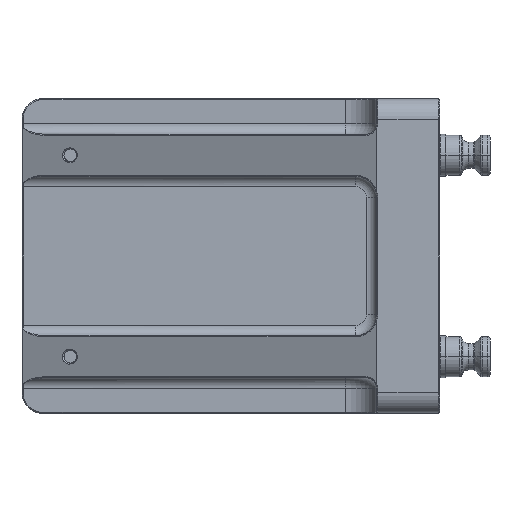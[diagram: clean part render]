
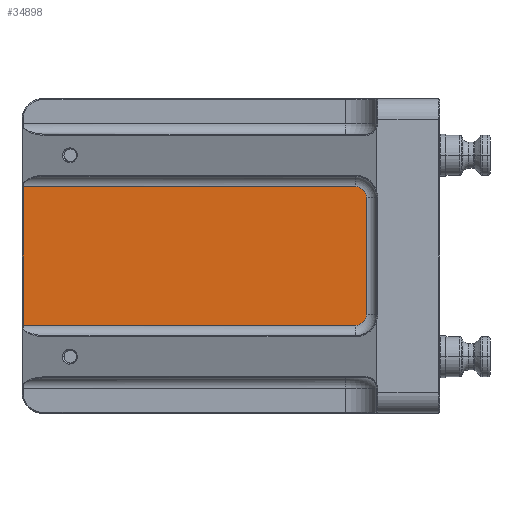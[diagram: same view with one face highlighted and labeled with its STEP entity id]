
A CAD part, front view. The second image highlights one B-rep face of the part: STEP entity #34898.
In plain terms, the highlighted planar face has unit normal (0, -1, 0).
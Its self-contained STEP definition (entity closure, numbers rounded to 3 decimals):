
#30234=DIRECTION('',(1.,0.,0.));
#30235=VECTOR('',#30234,158.5);
#30236=CARTESIAN_POINT('',(-70.5,0.,
-33.));
#30237=LINE('',#30236,#30235);
#30242=DIRECTION('',(0.,0.,1.));
#30243=VECTOR('',#30242,66.);
#30244=CARTESIAN_POINT('',(-70.5,0.,
-33.));
#30245=LINE('',#30244,#30243);
#30246=CARTESIAN_POINT('',(88.,0.,28.));
#30247=DIRECTION('',(0.,1.,0.));
#30248=DIRECTION('',(0.,0.,1.));
#30249=AXIS2_PLACEMENT_3D('',#30246,#30247,#30248);
#30251=CARTESIAN_POINT('',(88.,0.,-28.));
#30252=DIRECTION('',(0.,1.,0.));
#30253=DIRECTION('',(1.,0.,0.));
#30254=AXIS2_PLACEMENT_3D('',#30251,#30252,#30253);
#30512=DIRECTION('',(0.,0.,1.));
#30513=VECTOR('',#30512,56.);
#30514=CARTESIAN_POINT('',(93.,0.,-28.));
#30515=LINE('',#30514,#30513);
#30555=DIRECTION('',(-1.,0.,0.));
#30556=VECTOR('',#30555,158.5);
#30557=CARTESIAN_POINT('',(88.,0.,
33.));
#30558=LINE('',#30557,#30556);
#32984=CARTESIAN_POINT('',(-70.5,0.,
-33.));
#32985=VERTEX_POINT('',#32984);
#32987=CARTESIAN_POINT('',(88.,0.,
-33.));
#32988=VERTEX_POINT('',#32987);
#32991=CARTESIAN_POINT('',(-70.5,0.,
33.));
#32992=VERTEX_POINT('',#32991);
#32993=CARTESIAN_POINT('',(88.,0.,
33.));
#32994=VERTEX_POINT('',#32993);
#32995=CARTESIAN_POINT('',(93.,0.,
28.));
#32996=VERTEX_POINT('',#32995);
#32997=CARTESIAN_POINT('',(93.,0.,-28.));
#32998=VERTEX_POINT('',#32997);
#34880=CARTESIAN_POINT('',(11.25,0.,0.));
#34881=DIRECTION('',(0.,1.,0.));
#34882=DIRECTION('',(1.,0.,0.));
#34883=AXIS2_PLACEMENT_3D('',#34880,#34881,#34882);
#34884=PLANE('',#34883);
#34886=ORIENTED_EDGE('',*,*,#34885,.T.);
#34888=ORIENTED_EDGE('',*,*,#34887,.F.);
#34890=ORIENTED_EDGE('',*,*,#34889,.T.);
#34892=ORIENTED_EDGE('',*,*,#34891,.F.);
#34894=ORIENTED_EDGE('',*,*,#34893,.T.);
#34895=ORIENTED_EDGE('',*,*,#34871,.F.);
#34896=EDGE_LOOP('',(#34886,#34888,#34890,#34892,#34894,#34895));
#34897=FACE_OUTER_BOUND('',#34896,.F.);
#30250=CIRCLE('',#30249,5.);
#30255=CIRCLE('',#30254,5.);
#34871=EDGE_CURVE('',#32985,#32988,#30237,.T.);
#34885=EDGE_CURVE('',#32985,#32992,#30245,.T.);
#34887=EDGE_CURVE('',#32994,#32992,#30558,.T.);
#34889=EDGE_CURVE('',#32994,#32996,#30250,.T.);
#34891=EDGE_CURVE('',#32998,#32996,#30515,.T.);
#34893=EDGE_CURVE('',#32998,#32988,#30255,.T.);
#34898=ADVANCED_FACE('',(#34897),#34884,.F.);
